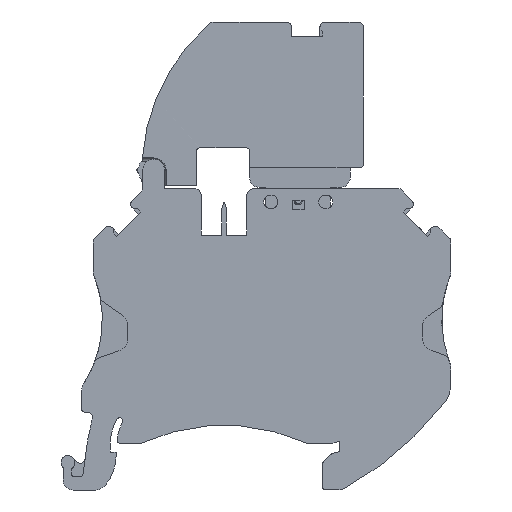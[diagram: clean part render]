
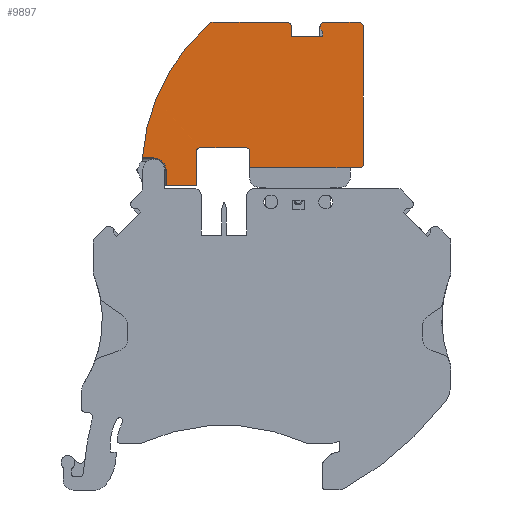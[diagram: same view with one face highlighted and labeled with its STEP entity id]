
A CAD part, front view. The second image highlights one B-rep face of the part: STEP entity #9897.
In plain terms, the highlighted planar face has unit normal (0, -1, 0).
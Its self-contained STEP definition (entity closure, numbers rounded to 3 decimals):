
#287=CIRCLE('',#10275,0.865);
#289=CIRCLE('',#10292,0.5);
#291=CIRCLE('',#10295,0.5);
#295=CIRCLE('',#10306,0.5);
#297=CIRCLE('',#10310,0.75);
#299=CIRCLE('',#10318,0.75);
#302=CIRCLE('',#10324,1.5);
#303=CIRCLE('',#10327,30.);
#304=CIRCLE('',#10328,1.85);
#789=ORIENTED_EDGE('',*,*,#2908,.F.);
#790=ORIENTED_EDGE('',*,*,#2790,.F.);
#791=ORIENTED_EDGE('',*,*,#2871,.F.);
#792=ORIENTED_EDGE('',*,*,#2875,.T.);
#793=ORIENTED_EDGE('',*,*,#2879,.T.);
#794=ORIENTED_EDGE('',*,*,#2844,.T.);
#795=ORIENTED_EDGE('',*,*,#2842,.T.);
#796=ORIENTED_EDGE('',*,*,#2881,.T.);
#797=ORIENTED_EDGE('',*,*,#2889,.T.);
#798=ORIENTED_EDGE('',*,*,#2892,.T.);
#799=ORIENTED_EDGE('',*,*,#2896,.F.);
#800=ORIENTED_EDGE('',*,*,#2903,.T.);
#801=ORIENTED_EDGE('',*,*,#2909,.F.);
#802=ORIENTED_EDGE('',*,*,#2910,.T.);
#803=ORIENTED_EDGE('',*,*,#2911,.T.);
#804=ORIENTED_EDGE('',*,*,#2912,.T.);
#805=ORIENTED_EDGE('',*,*,#2900,.T.);
#806=ORIENTED_EDGE('',*,*,#2913,.F.);
#807=ORIENTED_EDGE('',*,*,#2794,.T.);
#808=ORIENTED_EDGE('',*,*,#2847,.F.);
#809=ORIENTED_EDGE('',*,*,#2914,.F.);
#810=ORIENTED_EDGE('',*,*,#2850,.F.);
#811=ORIENTED_EDGE('',*,*,#2855,.F.);
#812=ORIENTED_EDGE('',*,*,#2867,.F.);
#813=ORIENTED_EDGE('',*,*,#2869,.F.);
#2790=EDGE_CURVE('',#3874,#3875,#287,.T.);
#2794=EDGE_CURVE('',#3879,#3878,#4587,.T.);
#2842=EDGE_CURVE('',#3922,#3921,#4631,.T.);
#2844=EDGE_CURVE('',#3923,#3922,#4633,.T.);
#2847=EDGE_CURVE('',#3924,#3878,#289,.T.);
#2850=EDGE_CURVE('',#3926,#3928,#291,.T.);
#2855=EDGE_CURVE('',#3931,#3926,#4640,.T.);
#2867=EDGE_CURVE('',#3937,#3931,#4650,.T.);
#2869=EDGE_CURVE('',#3938,#3937,#295,.T.);
#2871=EDGE_CURVE('',#3940,#3874,#4652,.T.);
#2875=EDGE_CURVE('',#3940,#3943,#297,.T.);
#2879=EDGE_CURVE('',#3943,#3923,#4658,.T.);
#2881=EDGE_CURVE('',#3921,#3945,#4660,.T.);
#2889=EDGE_CURVE('',#3945,#3950,#4668,.T.);
#2892=EDGE_CURVE('',#3950,#3952,#299,.T.);
#2896=EDGE_CURVE('',#3954,#3952,#4673,.T.);
#2900=EDGE_CURVE('',#3956,#3958,#4677,.T.);
#2903=EDGE_CURVE('',#3954,#3960,#302,.F.);
#2908=EDGE_CURVE('',#3875,#3938,#4683,.F.);
#2909=EDGE_CURVE('',#3965,#3960,#303,.T.);
#2910=EDGE_CURVE('',#3965,#3966,#4684,.T.);
#2911=EDGE_CURVE('',#3966,#3967,#304,.F.);
#2912=EDGE_CURVE('',#3967,#3956,#4685,.T.);
#2913=EDGE_CURVE('',#3879,#3958,#4686,.T.);
#2914=EDGE_CURVE('',#3928,#3924,#4687,.F.);
#3874=VERTEX_POINT('',#13220);
#3875=VERTEX_POINT('',#13222);
#3878=VERTEX_POINT('',#13229);
#3879=VERTEX_POINT('',#13231);
#3921=VERTEX_POINT('',#13344);
#3922=VERTEX_POINT('',#13346);
#3923=VERTEX_POINT('',#13350);
#3924=VERTEX_POINT('',#13354);
#3926=VERTEX_POINT('',#13360);
#3928=VERTEX_POINT('',#13363);
#3931=VERTEX_POINT('',#13371);
#3937=VERTEX_POINT('',#13394);
#3938=VERTEX_POINT('',#13398);
#3940=VERTEX_POINT('',#13404);
#3943=VERTEX_POINT('',#13411);
#3945=VERTEX_POINT('',#13421);
#3950=VERTEX_POINT('',#13437);
#3952=VERTEX_POINT('',#13443);
#3954=VERTEX_POINT('',#13450);
#3956=VERTEX_POINT('',#13455);
#3958=VERTEX_POINT('',#13459);
#3960=VERTEX_POINT('',#13465);
#3965=VERTEX_POINT('',#13479);
#3966=VERTEX_POINT('',#13481);
#3967=VERTEX_POINT('',#13483);
#4587=LINE('',#13230,#5265);
#4631=LINE('',#13345,#5309);
#4633=LINE('',#13349,#5311);
#4640=LINE('',#13372,#5318);
#4650=LINE('',#13395,#5328);
#4652=LINE('',#13403,#5330);
#4658=LINE('',#13418,#5336);
#4660=LINE('',#13422,#5338);
#4668=LINE('',#13438,#5346);
#4673=LINE('',#13451,#5351);
#4677=LINE('',#13460,#5355);
#4683=LINE('',#13477,#5361);
#4684=LINE('',#13480,#5362);
#4685=LINE('',#13484,#5363);
#4686=LINE('',#13485,#5364);
#4687=LINE('',#13486,#5365);
#5265=VECTOR('',#11046,1000.);
#5309=VECTOR('',#11114,1000.);
#5311=VECTOR('',#11118,1000.);
#5318=VECTOR('',#11139,1000.);
#5328=VECTOR('',#11163,1000.);
#5330=VECTOR('',#11173,1000.);
#5336=VECTOR('',#11187,1000.);
#5338=VECTOR('',#11191,1000.);
#5346=VECTOR('',#11205,1000.);
#5351=VECTOR('',#11218,1000.);
#5355=VECTOR('',#11224,1000.);
#5361=VECTOR('',#11240,1000.);
#5362=VECTOR('',#11243,1000.);
#5363=VECTOR('',#11246,1000.);
#5364=VECTOR('',#11247,1000.);
#5365=VECTOR('',#11248,1000.);
#5969=EDGE_LOOP('',(#789,#790,#791,#792,#793,#794,#795,#796,#797,#798,#799,
#800,#801,#802,#803,#804,#805,#806,#807,#808,#809,#810,#811,#812,#813));
#6410=FACE_BOUND('',#5969,.T.);
#6842=PLANE('',#10326);
#9897=ADVANCED_FACE('',(#6410),#6842,.F.);
#10275=AXIS2_PLACEMENT_3D('',#13221,#11038,#11039);
#10292=AXIS2_PLACEMENT_3D('',#13356,#11123,#11124);
#10295=AXIS2_PLACEMENT_3D('',#13362,#11130,#11131);
#10306=AXIS2_PLACEMENT_3D('',#13400,#11167,#11168);
#10310=AXIS2_PLACEMENT_3D('',#13412,#11179,#11180);
#10318=AXIS2_PLACEMENT_3D('',#13444,#11210,#11211);
#10324=AXIS2_PLACEMENT_3D('',#13466,#11230,#11231);
#10326=AXIS2_PLACEMENT_3D('',#13476,#11238,#11239);
#10327=AXIS2_PLACEMENT_3D('',#13478,#11241,#11242);
#10328=AXIS2_PLACEMENT_3D('',#13482,#11244,#11245);
#11038=DIRECTION('',(0.,1.,0.));
#11039=DIRECTION('',(-1.,0.,0.));
#11046=DIRECTION('',(0.,0.,1.));
#11114=DIRECTION('',(0.,0.,-1.));
#11118=DIRECTION('',(0.766,0.,-0.643));
#11123=DIRECTION('',(0.,-1.,0.));
#11124=DIRECTION('',(1.,0.,0.));
#11130=DIRECTION('',(0.,-1.,0.));
#11131=DIRECTION('',(1.,0.,0.));
#11139=DIRECTION('',(0.,0.,1.));
#11163=DIRECTION('',(-1.,0.,0.));
#11167=DIRECTION('',(0.,1.,0.));
#11168=DIRECTION('',(1.,0.,0.));
#11173=DIRECTION('',(1.,0.,0.));
#11179=DIRECTION('',(0.,-1.,0.));
#11180=DIRECTION('',(1.,0.,0.));
#11187=DIRECTION('',(0.,0.,-1.));
#11191=DIRECTION('',(-1.,0.,0.));
#11205=DIRECTION('',(0.,0.,1.));
#11210=DIRECTION('',(0.,-1.,0.));
#11211=DIRECTION('',(1.,0.,0.));
#11218=DIRECTION('',(1.,0.,0.));
#11224=DIRECTION('',(0.,0.,-1.));
#11230=DIRECTION('',(0.,1.,0.));
#11231=DIRECTION('',(0.,0.,1.));
#11238=DIRECTION('',(0.,1.,0.));
#11239=DIRECTION('',(0.,0.,1.));
#11240=DIRECTION('',(0.,0.,1.));
#11241=DIRECTION('',(0.,1.,0.));
#11242=DIRECTION('',(0.,0.,1.));
#11243=DIRECTION('',(1.,0.,0.));
#11244=DIRECTION('',(0.,-1.,0.));
#11245=DIRECTION('',(0.,0.,-1.));
#11246=DIRECTION('',(0.149,0.,-0.989));
#11247=DIRECTION('',(-1.,0.,0.));
#11248=DIRECTION('',(1.,0.,0.));
#13220=CARTESIAN_POINT('',(11.735,-2.98,43.18));
#13221=CARTESIAN_POINT('',(11.735,-2.98,42.315));
#13222=CARTESIAN_POINT('',(12.55,-2.98,42.025));
#13229=CARTESIAN_POINT('',(-12.65,-2.98,23.68));
#13230=CARTESIAN_POINT('',(-12.65,-2.98,25.33));
#13231=CARTESIAN_POINT('',(-12.65,-2.98,18.45));
#13344=CARTESIAN_POINT('',(6.43,-2.98,41.03));
#13345=CARTESIAN_POINT('',(6.43,-2.98,41.03));
#13346=CARTESIAN_POINT('',(6.43,-2.98,41.762));
#13349=CARTESIAN_POINT('',(6.43,-2.98,41.762));
#13350=CARTESIAN_POINT('',(5.98,-2.98,42.14));
#13354=CARTESIAN_POINT('',(-12.15,-2.977,24.18));
#13356=CARTESIAN_POINT('',(-12.15,-2.98,23.68));
#13360=CARTESIAN_POINT('',(-4.65,-2.98,23.68));
#13362=CARTESIAN_POINT('',(-5.15,-2.98,23.68));
#13363=CARTESIAN_POINT('',(-5.15,-2.977,24.18));
#13371=CARTESIAN_POINT('',(-4.65,-2.98,21.18));
#13372=CARTESIAN_POINT('',(-4.65,-2.98,23.68));
#13394=CARTESIAN_POINT('',(12.05,-2.98,21.18));
#13395=CARTESIAN_POINT('',(-4.65,-2.98,21.18));
#13398=CARTESIAN_POINT('',(12.55,-2.98,21.68));
#13400=CARTESIAN_POINT('',(12.05,-2.98,21.68));
#13403=CARTESIAN_POINT('',(-21.95,-2.98,43.18));
#13404=CARTESIAN_POINT('',(6.73,-2.98,43.18));
#13411=CARTESIAN_POINT('',(5.98,-2.98,42.43));
#13412=CARTESIAN_POINT('',(6.73,-2.98,42.43));
#13418=CARTESIAN_POINT('',(5.98,-2.98,42.14));
#13421=CARTESIAN_POINT('',(1.68,-2.98,41.03));
#13422=CARTESIAN_POINT('',(2.2,-2.98,41.03));
#13437=CARTESIAN_POINT('',(1.68,-2.98,42.43));
#13438=CARTESIAN_POINT('',(1.68,-2.98,42.43));
#13443=CARTESIAN_POINT('',(0.93,-2.98,43.18));
#13444=CARTESIAN_POINT('',(0.93,-2.98,42.43));
#13450=CARTESIAN_POINT('',(-9.907,-2.98,43.18));
#13451=CARTESIAN_POINT('',(-21.95,-2.98,43.18));
#13455=CARTESIAN_POINT('',(-17.25,-2.98,20.8));
#13459=CARTESIAN_POINT('',(-17.25,-2.98,18.45));
#13460=CARTESIAN_POINT('',(-17.25,-2.98,20.8));
#13465=CARTESIAN_POINT('',(-10.906,-2.98,42.798));
#13466=CARTESIAN_POINT('',(-9.907,-2.98,41.68));
#13476=CARTESIAN_POINT('',(-21.05,-2.98,1.174));
#13477=CARTESIAN_POINT('',(12.55,-2.98,42.315));
#13478=CARTESIAN_POINT('',(9.089,-2.98,20.433));
#13479=CARTESIAN_POINT('',(-20.829,-2.98,22.65));
#13480=CARTESIAN_POINT('',(-19.11,-2.98,22.65));
#13481=CARTESIAN_POINT('',(-19.11,-2.98,22.65));
#13482=CARTESIAN_POINT('',(-19.11,-2.98,20.8));
#13483=CARTESIAN_POINT('',(-17.262,-2.98,20.881));
#13484=CARTESIAN_POINT('',(-17.262,-2.98,20.881));
#13485=CARTESIAN_POINT('',(-19.6,-2.98,18.45));
#13486=CARTESIAN_POINT('',(11.735,-2.98,24.18));
